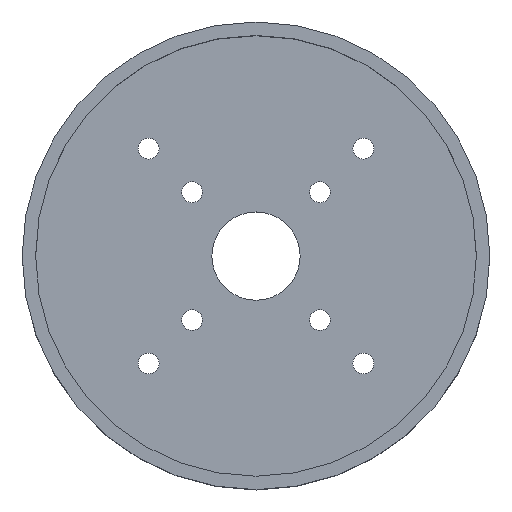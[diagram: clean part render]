
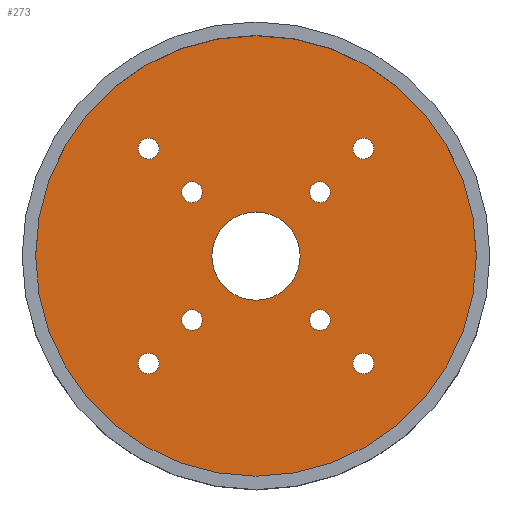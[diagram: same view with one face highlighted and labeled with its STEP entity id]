
A CAD part, top view. The second image highlights one B-rep face of the part: STEP entity #273.
In plain terms, the highlighted planar face has unit normal (0, 0, 1).
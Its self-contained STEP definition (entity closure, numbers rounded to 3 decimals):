
#25=FACE_BOUND('',#75,.T.);
#26=FACE_BOUND('',#76,.T.);
#27=FACE_BOUND('',#77,.T.);
#28=FACE_BOUND('',#78,.T.);
#29=FACE_BOUND('',#79,.T.);
#30=FACE_BOUND('',#80,.T.);
#31=FACE_BOUND('',#81,.T.);
#32=FACE_BOUND('',#82,.T.);
#33=FACE_BOUND('',#83,.T.);
#36=PLANE('',#323);
#50=FACE_OUTER_BOUND('',#74,.T.);
#74=EDGE_LOOP('',(#239));
#75=EDGE_LOOP('',(#240));
#76=EDGE_LOOP('',(#241));
#77=EDGE_LOOP('',(#242));
#78=EDGE_LOOP('',(#243));
#79=EDGE_LOOP('',(#244));
#80=EDGE_LOOP('',(#245));
#81=EDGE_LOOP('',(#246));
#82=EDGE_LOOP('',(#247));
#83=EDGE_LOOP('',(#248));
#107=CIRCLE('',#290,31.7);
#110=CIRCLE('',#295,6.35);
#112=CIRCLE('',#298,1.5);
#114=CIRCLE('',#301,1.5);
#116=CIRCLE('',#304,1.5);
#118=CIRCLE('',#307,1.5);
#120=CIRCLE('',#310,1.5);
#122=CIRCLE('',#313,1.5);
#124=CIRCLE('',#316,1.5);
#126=CIRCLE('',#319,1.5);
#129=VERTEX_POINT('',#413);
#132=VERTEX_POINT('',#422);
#134=VERTEX_POINT('',#428);
#136=VERTEX_POINT('',#434);
#138=VERTEX_POINT('',#440);
#140=VERTEX_POINT('',#446);
#142=VERTEX_POINT('',#452);
#144=VERTEX_POINT('',#458);
#146=VERTEX_POINT('',#464);
#148=VERTEX_POINT('',#470);
#152=EDGE_CURVE('',#129,#129,#107,.T.);
#156=EDGE_CURVE('',#132,#132,#110,.T.);
#159=EDGE_CURVE('',#134,#134,#112,.T.);
#162=EDGE_CURVE('',#136,#136,#114,.T.);
#165=EDGE_CURVE('',#138,#138,#116,.T.);
#168=EDGE_CURVE('',#140,#140,#118,.T.);
#171=EDGE_CURVE('',#142,#142,#120,.T.);
#174=EDGE_CURVE('',#144,#144,#122,.T.);
#177=EDGE_CURVE('',#146,#146,#124,.T.);
#180=EDGE_CURVE('',#148,#148,#126,.T.);
#239=ORIENTED_EDGE('',*,*,#152,.T.);
#240=ORIENTED_EDGE('',*,*,#180,.F.);
#241=ORIENTED_EDGE('',*,*,#177,.F.);
#242=ORIENTED_EDGE('',*,*,#174,.F.);
#243=ORIENTED_EDGE('',*,*,#171,.F.);
#244=ORIENTED_EDGE('',*,*,#168,.F.);
#245=ORIENTED_EDGE('',*,*,#165,.F.);
#246=ORIENTED_EDGE('',*,*,#162,.F.);
#247=ORIENTED_EDGE('',*,*,#159,.F.);
#248=ORIENTED_EDGE('',*,*,#156,.F.);
#273=ADVANCED_FACE('',(#50,#25,#26,#27,#28,#29,#30,#31,#32,#33),#36,.F.);
#290=AXIS2_PLACEMENT_3D('',#415,#331,#332);
#295=AXIS2_PLACEMENT_3D('',#424,#342,#343);
#298=AXIS2_PLACEMENT_3D('',#430,#349,#350);
#301=AXIS2_PLACEMENT_3D('',#436,#356,#357);
#304=AXIS2_PLACEMENT_3D('',#442,#363,#364);
#307=AXIS2_PLACEMENT_3D('',#448,#370,#371);
#310=AXIS2_PLACEMENT_3D('',#454,#377,#378);
#313=AXIS2_PLACEMENT_3D('',#460,#384,#385);
#316=AXIS2_PLACEMENT_3D('',#466,#391,#392);
#319=AXIS2_PLACEMENT_3D('',#472,#398,#399);
#323=AXIS2_PLACEMENT_3D('',#478,#407,#408);
#331=DIRECTION('center_axis',(0.,0.,1.));
#332=DIRECTION('ref_axis',(-1.,0.,0.));
#342=DIRECTION('center_axis',(0.,0.,1.));
#343=DIRECTION('ref_axis',(1.,0.,0.));
#349=DIRECTION('center_axis',(0.,0.,1.));
#350=DIRECTION('ref_axis',(1.,0.,0.));
#356=DIRECTION('center_axis',(0.,0.,1.));
#357=DIRECTION('ref_axis',(1.,0.,0.));
#363=DIRECTION('center_axis',(0.,0.,1.));
#364=DIRECTION('ref_axis',(1.,0.,0.));
#370=DIRECTION('center_axis',(0.,0.,1.));
#371=DIRECTION('ref_axis',(1.,0.,0.));
#377=DIRECTION('center_axis',(0.,0.,1.));
#378=DIRECTION('ref_axis',(1.,0.,0.));
#384=DIRECTION('center_axis',(0.,0.,1.));
#385=DIRECTION('ref_axis',(1.,0.,0.));
#391=DIRECTION('center_axis',(0.,0.,1.));
#392=DIRECTION('ref_axis',(1.,0.,0.));
#398=DIRECTION('center_axis',(0.,0.,1.));
#399=DIRECTION('ref_axis',(1.,0.,0.));
#407=DIRECTION('center_axis',(0.,0.,-1.));
#408=DIRECTION('ref_axis',(1.,0.,0.));
#413=CARTESIAN_POINT('',(31.7,0.,0.));
#415=CARTESIAN_POINT('Origin',(0.,0.,0.));
#422=CARTESIAN_POINT('',(-6.35,0.,0.));
#424=CARTESIAN_POINT('Origin',(0.,0.,0.));
#428=CARTESIAN_POINT('',(13.95,-15.45,0.));
#430=CARTESIAN_POINT('Origin',(15.45,-15.45,0.));
#434=CARTESIAN_POINT('',(7.7,9.2,0.));
#436=CARTESIAN_POINT('Origin',(9.2,9.2,0.));
#440=CARTESIAN_POINT('',(13.95,15.45,0.));
#442=CARTESIAN_POINT('Origin',(15.45,15.45,0.));
#446=CARTESIAN_POINT('',(-10.7,9.2,0.));
#448=CARTESIAN_POINT('Origin',(-9.2,9.2,0.));
#452=CARTESIAN_POINT('',(7.7,-9.2,0.));
#454=CARTESIAN_POINT('Origin',(9.2,-9.2,0.));
#458=CARTESIAN_POINT('',(-16.95,-15.45,0.));
#460=CARTESIAN_POINT('Origin',(-15.45,-15.45,0.));
#464=CARTESIAN_POINT('',(-16.95,15.45,0.));
#466=CARTESIAN_POINT('Origin',(-15.45,15.45,0.));
#470=CARTESIAN_POINT('',(-10.7,-9.2,0.));
#472=CARTESIAN_POINT('Origin',(-9.2,-9.2,0.));
#478=CARTESIAN_POINT('Origin',(0.,0.,0.));
